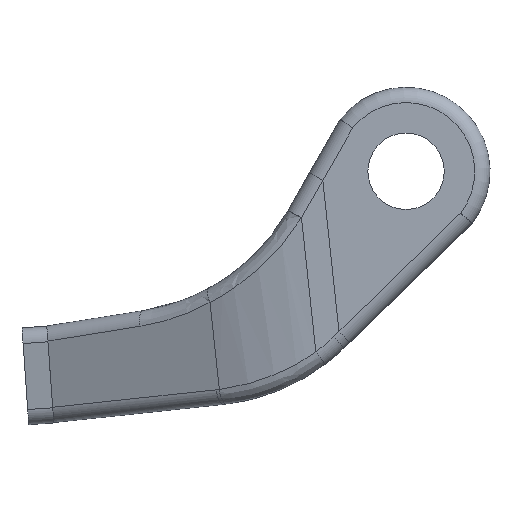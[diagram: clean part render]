
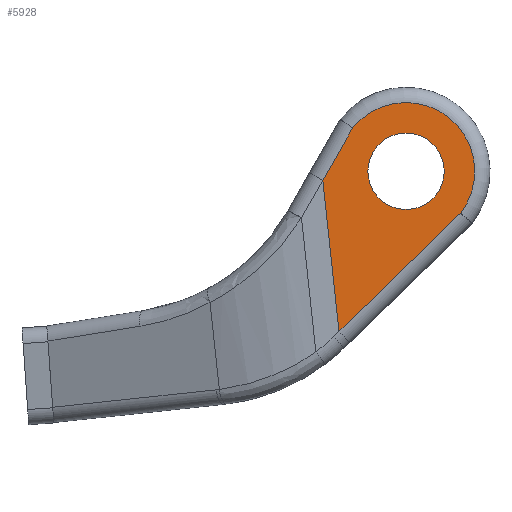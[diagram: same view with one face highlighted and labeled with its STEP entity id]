
A CAD part, front view. The second image highlights one B-rep face of the part: STEP entity #5928.
In plain terms, the highlighted planar face has unit normal (0, -1, 0).
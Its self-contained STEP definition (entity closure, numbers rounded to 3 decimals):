
#2014 = CYLINDRICAL_SURFACE('',#2015,3.);
#2015 = AXIS2_PLACEMENT_3D('',#2016,#2017,#2018);
#2016 = CARTESIAN_POINT('',(-60.565,20.8,400.552));
#2017 = DIRECTION('',(-0.495,0.,-0.869));
#2018 = DIRECTION('',(-0.869,0.,0.495));
#2185 = PLANE('',#2186);
#2186 = AXIS2_PLACEMENT_3D('',#2187,#2188,#2189);
#2187 = CARTESIAN_POINT('',(-76.284,17.8,370.54));
#2188 = DIRECTION('',(0.,1.,0.));
#2189 = DIRECTION('',(-0.,0.,1.));
#3568 = VERTEX_POINT('',#3569);
#3569 = CARTESIAN_POINT('',(-66.551,17.8,390.042));
#3618 = VERTEX_POINT('',#3619);
#3619 = CARTESIAN_POINT('',(-60.681,17.8,400.348));
#4218 = EDGE_CURVE('',#3618,#3568,#4219,.T.);
#4219 = SURFACE_CURVE('',#4220,(#4224,#4231),.PCURVE_S1.);
#4220 = LINE('',#4221,#4222);
#4221 = CARTESIAN_POINT('',(-60.565,17.8,400.552));
#4222 = VECTOR('',#4223,1.);
#4223 = DIRECTION('',(-0.495,0.,-0.869));
#4224 = PCURVE('',#2014,#4225);
#4225 = DEFINITIONAL_REPRESENTATION('',(#4226),#4230);
#4226 = LINE('',#4227,#4228);
#4227 = CARTESIAN_POINT('',(-1.571,0.));
#4228 = VECTOR('',#4229,1.);
#4229 = DIRECTION('',(-0.,1.));
#4230 = ( GEOMETRIC_REPRESENTATION_CONTEXT(2) 
PARAMETRIC_REPRESENTATION_CONTEXT() REPRESENTATION_CONTEXT('2D SPACE',''
  ) );
#4231 = PCURVE('',#4232,#4237);
#4232 = PLANE('',#4233);
#4233 = AXIS2_PLACEMENT_3D('',#4234,#4235,#4236);
#4234 = CARTESIAN_POINT('',(-76.284,17.8,370.54));
#4235 = DIRECTION('',(0.,1.,0.));
#4236 = DIRECTION('',(-0.,0.,1.));
#4237 = DEFINITIONAL_REPRESENTATION('',(#4238),#4242);
#4238 = LINE('',#4239,#4240);
#4239 = CARTESIAN_POINT('',(30.012,15.72));
#4240 = VECTOR('',#4241,1.);
#4241 = DIRECTION('',(-0.869,-0.495));
#4242 = ( GEOMETRIC_REPRESENTATION_CONTEXT(2) 
PARAMETRIC_REPRESENTATION_CONTEXT() REPRESENTATION_CONTEXT('2D SPACE',''
  ) );
#4267 = TOROIDAL_SURFACE('',#4268,13.5,3.);
#4268 = AXIS2_PLACEMENT_3D('',#4269,#4270,#4271);
#4269 = CARTESIAN_POINT('',(-50.206,20.8,391.832));
#4270 = DIRECTION('',(0.,1.,0.));
#4271 = DIRECTION('',(0.786,0.,-0.618)
  );
#5044 = EDGE_CURVE('',#5045,#3568,#5047,.T.);
#5045 = VERTEX_POINT('',#5046);
#5046 = CARTESIAN_POINT('',(-63.376,17.8,360.381));
#5047 = SURFACE_CURVE('',#5048,(#5052,#5059),.PCURVE_S1.);
#5048 = LINE('',#5049,#5050);
#5049 = CARTESIAN_POINT('',(-62.116,17.8,348.611));
#5050 = VECTOR('',#5051,1.);
#5051 = DIRECTION('',(-0.106,0.,0.994));
#5052 = PCURVE('',#2185,#5053);
#5053 = DEFINITIONAL_REPRESENTATION('',(#5054),#5058);
#5054 = LINE('',#5055,#5056);
#5055 = CARTESIAN_POINT('',(-21.928,14.168));
#5056 = VECTOR('',#5057,1.);
#5057 = DIRECTION('',(0.994,-0.106));
#5058 = ( GEOMETRIC_REPRESENTATION_CONTEXT(2) 
PARAMETRIC_REPRESENTATION_CONTEXT() REPRESENTATION_CONTEXT('2D SPACE',''
  ) );
#5059 = PCURVE('',#4232,#5060);
#5060 = DEFINITIONAL_REPRESENTATION('',(#5061),#5065);
#5061 = LINE('',#5062,#5063);
#5062 = CARTESIAN_POINT('',(-21.928,14.168));
#5063 = VECTOR('',#5064,1.);
#5064 = DIRECTION('',(0.994,-0.106));
#5065 = ( GEOMETRIC_REPRESENTATION_CONTEXT(2) 
PARAMETRIC_REPRESENTATION_CONTEXT() REPRESENTATION_CONTEXT('2D SPACE',''
  ) );
#5928 = ADVANCED_FACE('',(#5929,#5987),#4232,.F.);
#5929 = FACE_BOUND('',#5930,.T.);
#5930 = EDGE_LOOP('',(#5931,#5932,#5960,#5986));
#5931 = ORIENTED_EDGE('',*,*,#5044,.F.);
#5932 = ORIENTED_EDGE('',*,*,#5933,.T.);
#5933 = EDGE_CURVE('',#5045,#5934,#5936,.T.);
#5934 = VERTEX_POINT('',#5935);
#5935 = CARTESIAN_POINT('',(-39.482,17.8,383.632));
#5936 = SURFACE_CURVE('',#5937,(#5941,#5948),.PCURVE_S1.);
#5937 = LINE('',#5938,#5939);
#5938 = CARTESIAN_POINT('',(-64.479,17.8,359.307));
#5939 = VECTOR('',#5940,1.);
#5940 = DIRECTION('',(0.717,0.,0.697));
#5941 = PCURVE('',#4232,#5942);
#5942 = DEFINITIONAL_REPRESENTATION('',(#5943),#5947);
#5943 = LINE('',#5944,#5945);
#5944 = CARTESIAN_POINT('',(-11.232,11.805));
#5945 = VECTOR('',#5946,1.);
#5946 = DIRECTION('',(0.697,0.717));
#5947 = ( GEOMETRIC_REPRESENTATION_CONTEXT(2) 
PARAMETRIC_REPRESENTATION_CONTEXT() REPRESENTATION_CONTEXT('2D SPACE',''
  ) );
#5948 = PCURVE('',#5949,#5954);
#5949 = CYLINDRICAL_SURFACE('',#5950,3.);
#5950 = AXIS2_PLACEMENT_3D('',#5951,#5952,#5953);
#5951 = CARTESIAN_POINT('',(-64.479,20.8,359.307));
#5952 = DIRECTION('',(0.717,0.,0.697));
#5953 = DIRECTION('',(0.,-1.,0.));
#5954 = DEFINITIONAL_REPRESENTATION('',(#5955),#5959);
#5955 = LINE('',#5956,#5957);
#5956 = CARTESIAN_POINT('',(0.,0.));
#5957 = VECTOR('',#5958,1.);
#5958 = DIRECTION('',(0.,1.));
#5959 = ( GEOMETRIC_REPRESENTATION_CONTEXT(2) 
PARAMETRIC_REPRESENTATION_CONTEXT() REPRESENTATION_CONTEXT('2D SPACE',''
  ) );
#5960 = ORIENTED_EDGE('',*,*,#5961,.T.);
#5961 = EDGE_CURVE('',#5934,#3618,#5962,.T.);
#5962 = SURFACE_CURVE('',#5963,(#5968,#5979),.PCURVE_S1.);
#5963 = CIRCLE('',#5964,13.5);
#5964 = AXIS2_PLACEMENT_3D('',#5965,#5966,#5967);
#5965 = CARTESIAN_POINT('',(-50.206,17.8,391.832));
#5966 = DIRECTION('',(0.,-1.,0.));
#5967 = DIRECTION('',(0.786,0.,-0.618)
  );
#5968 = PCURVE('',#4232,#5969);
#5969 = DEFINITIONAL_REPRESENTATION('',(#5970),#5978);
#5970 = ( BOUNDED_CURVE() B_SPLINE_CURVE(2,(#5971,#5972,#5973,#5974,
#5975,#5976,#5977),.UNSPECIFIED.,.T.,.F.) B_SPLINE_CURVE_WITH_KNOTS((1,2
    ,2,2,2,1),(-2.094,0.,2.094,4.189,
6.283,8.378),.UNSPECIFIED.) CURVE() 
GEOMETRIC_REPRESENTATION_ITEM() RATIONAL_B_SPLINE_CURVE((1.,0.5,1.,0.5,
1.,0.5,1.)) REPRESENTATION_ITEM('') );
#5971 = CARTESIAN_POINT('',(12.943,36.687));
#5972 = CARTESIAN_POINT('',(31.317,51.149));
#5973 = CARTESIAN_POINT('',(34.654,28.005));
#5974 = CARTESIAN_POINT('',(37.991,4.862));
#5975 = CARTESIAN_POINT('',(16.28,13.544));
#5976 = CARTESIAN_POINT('',(-5.431,22.225));
#5977 = CARTESIAN_POINT('',(12.943,36.687));
#5978 = ( GEOMETRIC_REPRESENTATION_CONTEXT(2) 
PARAMETRIC_REPRESENTATION_CONTEXT() REPRESENTATION_CONTEXT('2D SPACE',''
  ) );
#5979 = PCURVE('',#4267,#5980);
#5980 = DEFINITIONAL_REPRESENTATION('',(#5981),#5985);
#5981 = LINE('',#5982,#5983);
#5982 = CARTESIAN_POINT('',(-0.,4.712));
#5983 = VECTOR('',#5984,1.);
#5984 = DIRECTION('',(-1.,0.));
#5985 = ( GEOMETRIC_REPRESENTATION_CONTEXT(2) 
PARAMETRIC_REPRESENTATION_CONTEXT() REPRESENTATION_CONTEXT('2D SPACE',''
  ) );
#5986 = ORIENTED_EDGE('',*,*,#4218,.T.);
#5987 = FACE_BOUND('',#5988,.T.);
#5988 = EDGE_LOOP('',(#5989));
#5989 = ORIENTED_EDGE('',*,*,#5990,.F.);
#5990 = EDGE_CURVE('',#5991,#5991,#5993,.T.);
#5991 = VERTEX_POINT('',#5992);
#5992 = CARTESIAN_POINT('',(-42.706,17.8,391.832));
#5993 = SURFACE_CURVE('',#5994,(#5999,#6010),.PCURVE_S1.);
#5994 = CIRCLE('',#5995,7.5);
#5995 = AXIS2_PLACEMENT_3D('',#5996,#5997,#5998);
#5996 = CARTESIAN_POINT('',(-50.206,17.8,391.832));
#5997 = DIRECTION('',(0.,-1.,0.));
#5998 = DIRECTION('',(1.,0.,0.));
#5999 = PCURVE('',#4232,#6000);
#6000 = DEFINITIONAL_REPRESENTATION('',(#6001),#6009);
#6001 = ( BOUNDED_CURVE() B_SPLINE_CURVE(2,(#6002,#6003,#6004,#6005,
#6006,#6007,#6008),.UNSPECIFIED.,.T.,.F.) B_SPLINE_CURVE_WITH_KNOTS((1,2
    ,2,2,2,1),(-2.094,0.,2.094,4.189,
6.283,8.378),.UNSPECIFIED.) CURVE() 
GEOMETRIC_REPRESENTATION_ITEM() RATIONAL_B_SPLINE_CURVE((1.,0.5,1.,0.5,
1.,0.5,1.)) REPRESENTATION_ITEM('') );
#6002 = CARTESIAN_POINT('',(21.293,33.579));
#6003 = CARTESIAN_POINT('',(34.283,33.579));
#6004 = CARTESIAN_POINT('',(27.788,22.329));
#6005 = CARTESIAN_POINT('',(21.293,11.079));
#6006 = CARTESIAN_POINT('',(14.797,22.329));
#6007 = CARTESIAN_POINT('',(8.302,33.579));
#6008 = CARTESIAN_POINT('',(21.293,33.579));
#6009 = ( GEOMETRIC_REPRESENTATION_CONTEXT(2) 
PARAMETRIC_REPRESENTATION_CONTEXT() REPRESENTATION_CONTEXT('2D SPACE',''
  ) );
#6010 = PCURVE('',#6011,#6016);
#6011 = CYLINDRICAL_SURFACE('',#6012,7.5);
#6012 = AXIS2_PLACEMENT_3D('',#6013,#6014,#6015);
#6013 = CARTESIAN_POINT('',(-50.206,27.8,391.832));
#6014 = DIRECTION('',(0.,1.,0.));
#6015 = DIRECTION('',(1.,0.,0.));
#6016 = DEFINITIONAL_REPRESENTATION('',(#6017),#6021);
#6017 = LINE('',#6018,#6019);
#6018 = CARTESIAN_POINT('',(-0.,-10.));
#6019 = VECTOR('',#6020,1.);
#6020 = DIRECTION('',(-1.,0.));
#6021 = ( GEOMETRIC_REPRESENTATION_CONTEXT(2) 
PARAMETRIC_REPRESENTATION_CONTEXT() REPRESENTATION_CONTEXT('2D SPACE',''
  ) );
